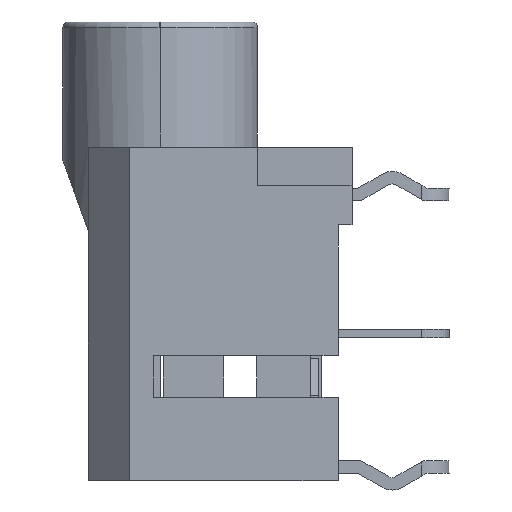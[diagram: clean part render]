
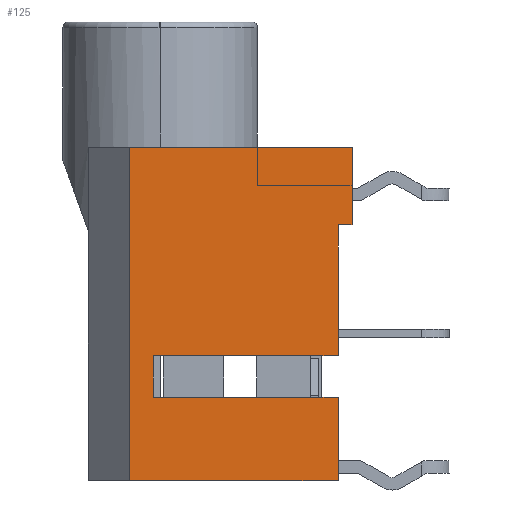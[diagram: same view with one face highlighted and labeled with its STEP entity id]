
A CAD part, left-side view. The second image highlights one B-rep face of the part: STEP entity #125.
In plain terms, the highlighted planar face has unit normal (-1, 0, 0).
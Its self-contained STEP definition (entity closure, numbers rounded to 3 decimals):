
#125=ADVANCED_FACE('',(#784),#785,.T.);
#784=FACE_OUTER_BOUND('',#1963,.T.);
#785=PLANE('',#1964);
#1963=EDGE_LOOP('',(#3710,#3711,#3712,#3713,#3714,#3715,#3716,#3717,#3718,#3719));
#1964=AXIS2_PLACEMENT_3D('',#3720,#3721,#3722);
#3710=ORIENTED_EDGE('',*,*,#8336,.T.);
#3711=ORIENTED_EDGE('',*,*,#8337,.T.);
#3712=ORIENTED_EDGE('',*,*,#8338,.T.);
#3713=ORIENTED_EDGE('',*,*,#8105,.F.);
#3714=ORIENTED_EDGE('',*,*,#8339,.T.);
#3715=ORIENTED_EDGE('',*,*,#8340,.F.);
#3716=ORIENTED_EDGE('',*,*,#8335,.F.);
#3717=ORIENTED_EDGE('',*,*,#8066,.F.);
#3718=ORIENTED_EDGE('',*,*,#8341,.T.);
#3719=ORIENTED_EDGE('',*,*,#8088,.T.);
#3720=CARTESIAN_POINT('',(-4.0,1.098,-4.5));
#3721=DIRECTION('',(-1.0,0.0,0.0));
#3722=DIRECTION('',(0.0,0.0,1.0));
#8066=EDGE_CURVE('',#9751,#9753,#9754,.T.);
#8088=EDGE_CURVE('',#9795,#9793,#9796,.T.);
#8105=EDGE_CURVE('',#9824,#9827,#9828,.T.);
#8335=EDGE_CURVE('',#9753,#10213,#10216,.T.);
#8336=EDGE_CURVE('',#9793,#10217,#10218,.T.);
#8337=EDGE_CURVE('',#10217,#10219,#10220,.T.);
#8338=EDGE_CURVE('',#10219,#9827,#10221,.T.);
#8339=EDGE_CURVE('',#9824,#10222,#10223,.T.);
#8340=EDGE_CURVE('',#10213,#10222,#10224,.T.);
#8341=EDGE_CURVE('',#9751,#9795,#10225,.T.);
#9751=VERTEX_POINT('',#12516);
#9753=VERTEX_POINT('',#12519);
#9754=LINE('',#12520,#12521);
#9793=VERTEX_POINT('',#12579);
#9795=VERTEX_POINT('',#12582);
#9796=LINE('',#12583,#12584);
#9824=VERTEX_POINT('',#12626);
#9827=VERTEX_POINT('',#12630);
#9828=LINE('',#12631,#12632);
#10213=VERTEX_POINT('',#13253);
#10216=LINE('',#13258,#13259);
#10217=VERTEX_POINT('',#13260);
#10218=LINE('',#13261,#13262);
#10219=VERTEX_POINT('',#13263);
#10220=LINE('',#13264,#13265);
#10221=LINE('',#13266,#13267);
#10222=VERTEX_POINT('',#13268);
#10223=LINE('',#13269,#13270);
#10224=LINE('',#13271,#13272);
#10225=LINE('',#13273,#13274);
#12516=CARTESIAN_POINT('',(-4.0,1.098,-4.5));
#12519=CARTESIAN_POINT('',(-4.0,-6.902,-4.5));
#12520=CARTESIAN_POINT('',(-4.0,1.098,-4.5));
#12521=VECTOR('',#16908,7.999);
#12579=CARTESIAN_POINT('',(-4.0,-6.4,-16.5));
#12582=CARTESIAN_POINT('',(-4.0,1.098,-16.5));
#12583=CARTESIAN_POINT('',(-4.0,1.098,-16.5));
#12584=VECTOR('',#16932,7.498);
#12626=CARTESIAN_POINT('',(-4.0,-6.4,-12.007));
#12630=CARTESIAN_POINT('',(-4.0,0.249,-12.007));
#12631=CARTESIAN_POINT('',(-4.0,-6.4,-12.007));
#12632=VECTOR('',#16951,6.649);
#13253=CARTESIAN_POINT('',(-4.0,-6.902,-7.3));
#13258=CARTESIAN_POINT('',(-4.0,-6.902,-4.5));
#13259=VECTOR('',#17207,2.8);
#13260=CARTESIAN_POINT('',(-4.0,-6.4,-13.504));
#13261=CARTESIAN_POINT('',(-4.0,-6.4,-16.5));
#13262=VECTOR('',#17208,2.996);
#13263=CARTESIAN_POINT('',(-4.0,0.249,-13.504));
#13264=CARTESIAN_POINT('',(-4.0,-6.4,-13.504));
#13265=VECTOR('',#17209,6.649);
#13266=CARTESIAN_POINT('',(-4.0,0.249,-13.504));
#13267=VECTOR('',#17210,1.497);
#13268=CARTESIAN_POINT('',(-4.0,-6.4,-7.3));
#13269=CARTESIAN_POINT('',(-4.0,-6.4,-12.007));
#13270=VECTOR('',#17211,4.707);
#13271=CARTESIAN_POINT('',(-4.0,-6.902,-7.3));
#13272=VECTOR('',#17212,0.502);
#13273=CARTESIAN_POINT('',(-4.0,1.098,-4.5));
#13274=VECTOR('',#17213,12.0);
#16908=DIRECTION('',(0.0,-1.0,0.0));
#16932=DIRECTION('',(0.0,-1.0,0.0));
#16951=DIRECTION('',(0.0,1.0,0.0));
#17207=DIRECTION('',(0.0,0.0,-1.0));
#17208=DIRECTION('',(0.0,0.0,1.0));
#17209=DIRECTION('',(0.0,1.0,0.0));
#17210=DIRECTION('',(0.0,0.0,1.0));
#17211=DIRECTION('',(0.0,0.0,1.0));
#17212=DIRECTION('',(0.0,1.0,0.0));
#17213=DIRECTION('',(0.0,0.0,-1.0));
